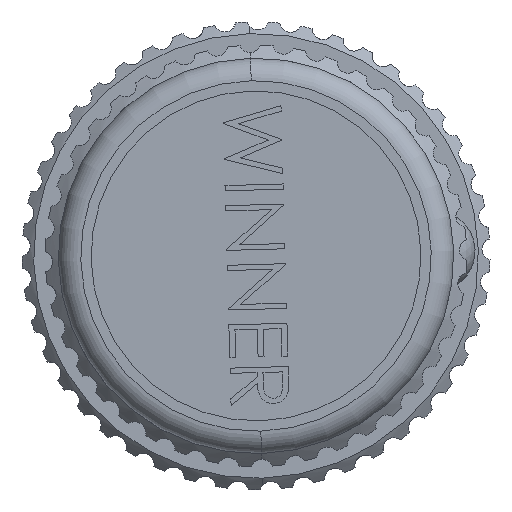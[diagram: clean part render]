
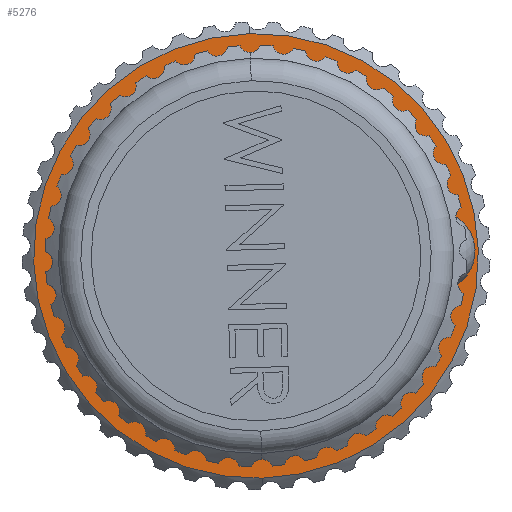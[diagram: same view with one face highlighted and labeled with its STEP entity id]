
A CAD part, left-side view. The second image highlights one B-rep face of the part: STEP entity #5276.
In plain terms, the highlighted planar face has unit normal (-1, 0, 0).
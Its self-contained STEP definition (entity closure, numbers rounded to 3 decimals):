
#776 = CARTESIAN_POINT ( 'NONE',  ( -7.9, 4.277, 0.318 ) ) ;
#880 = CIRCLE ( 'NONE', #3474, 4.7 ) ;
#989 = CARTESIAN_POINT ( 'NONE',  ( -7.9, -1.289, -4.032 ) ) ;
#1057 = CARTESIAN_POINT ( 'NONE',  ( -7.9, 0.251, 4.693 ) ) ;
#1081 = CARTESIAN_POINT ( 'NONE',  ( -7.9, 3.474, -2.337 ) ) ;
#1177 = CARTESIAN_POINT ( 'NONE',  ( -7.9, 1.355, 4.437 ) ) ;
#1315 = CARTESIAN_POINT ( 'NONE',  ( -7.9, -3.151, -3.023 ) ) ;
#1548 = ORIENTED_EDGE ( 'NONE', *, *, #19180, .F. ) ;
#2305 = DIRECTION ( 'NONE',  ( -1., 0., 0. ) ) ;
#2916 = DIRECTION ( 'NONE',  ( -1., 0., 0. ) ) ;
#3049 = AXIS2_PLACEMENT_3D ( 'NONE', #21182, #2916, #5227 ) ;
#3136 = EDGE_CURVE ( 'NONE', #27199, #15567, #6588, .T. ) ;
#3257 = FACE_OUTER_BOUND ( 'NONE', #16497, .T. ) ;
#3282 = CARTESIAN_POINT ( 'NONE',  ( -7.9, 4.124, 1.434 ) ) ;
#3304 = CARTESIAN_POINT ( 'NONE',  ( -7.9, -0.223, -4.195 ) ) ;
#3385 = CARTESIAN_POINT ( 'NONE',  ( -7.9, 2.351, 3.913 ) ) ;
#3411 = CARTESIAN_POINT ( 'NONE',  ( -7.9, -1.965, -3.778 ) ) ;
#3474 = AXIS2_PLACEMENT_3D ( 'NONE', #18276, #2305, #20284 ) ;
#3477 = CARTESIAN_POINT ( 'NONE',  ( -7.9, 4.266, 0.599 ) ) ;
#3605 = CARTESIAN_POINT ( 'NONE',  ( -7.9, 1.858, -3.738 ) ) ;
#3929 = CARTESIAN_POINT ( 'NONE',  ( -7.9, -3.716, -2.394 ) ) ;
#5106 = ORIENTED_EDGE ( 'NONE', *, *, #22452, .T. ) ;
#5227 = DIRECTION ( 'NONE',  ( 0., -0.028, -1. ) ) ;
#5276 = ADVANCED_FACE ( 'NONE', ( #3257, #16811 ), #24560, .T. ) ;
#5493 = CARTESIAN_POINT ( 'NONE',  ( -7.9, 3.835, -1.712 ) ) ;
#5674 = CARTESIAN_POINT ( 'NONE',  ( -7.9, 4.235, -0.327 ) ) ;
#5891 = CARTESIAN_POINT ( 'NONE',  ( -7.9, -1.965, -3.778 ) ) ;
#5978 = DIRECTION ( 'NONE',  ( -1., 0., 0. ) ) ;
#6277 = CARTESIAN_POINT ( 'NONE',  ( -7.9, -3.539, -2.619 ) ) ;
#6301 = CARTESIAN_POINT ( 'NONE',  ( -7.9, 4.258, 0.033 ) ) ;
#6459 = AXIS2_PLACEMENT_3D ( 'NONE', #26809, #17358, #24473 ) ;
#6588 = B_SPLINE_CURVE_WITH_KNOTS ( 'NONE', 3,
 ( #3411, #24066, #989, #14973, #3304, #19284, #21740, #7285, #3605, #19193, #26141, #23238, #1081, #5493, #19390, #12666, #5674, #23763 ),
 .UNSPECIFIED., .F., .F.,
 ( 4, 2, 2, 2, 2, 2, 2, 2, 4 ),
 ( 0., 0.001, 0.002, 0.003, 0.004, 0.005, 0.006, 0.008, 0.009 ),
 .UNSPECIFIED. ) ;
#7285 = CARTESIAN_POINT ( 'NONE',  ( -7.9, 1.53, -3.885 ) ) ;
#7552 = CIRCLE ( 'NONE', #3049, 15.3 ) ;
#7822 = B_SPLINE_CURVE_WITH_KNOTS ( 'NONE', 3,
 ( #10763, #8270, #19992, #15301, #28736, #10569, #12871, #26734, #14994, #28830, #17557, #3929, #6277, #1315, #8566, #12683, #28633, #5891 ),
 .UNSPECIFIED., .F., .F.,
 ( 4, 2, 2, 2, 2, 2, 2, 2, 4 ),
 ( 0., 0.001, 0.002, 0.003, 0.003, 0.004, 0.005, 0.006, 0.007 ),
 .UNSPECIFIED. ) ;
#7940 = VERTEX_POINT ( 'NONE', #22634 ) ;
#8270 = CARTESIAN_POINT ( 'NONE',  ( -7.9, -4.403, 1.62 ) ) ;
#8566 = CARTESIAN_POINT ( 'NONE',  ( -7.9, -2.938, -3.204 ) ) ;
#9168 = CARTESIAN_POINT ( 'NONE',  ( -7.9, 0.422, 15.294 ) ) ;
#10235 = CARTESIAN_POINT ( 'NONE',  ( -7.9, -4.305, 1.886 ) ) ;
#10569 = CARTESIAN_POINT ( 'NONE',  ( -7.9, -4.583, -0.05 ) ) ;
#10707 = VERTEX_POINT ( 'NONE', #10235 ) ;
#10763 = CARTESIAN_POINT ( 'NONE',  ( -7.9, -4.305, 1.886 ) ) ;
#12534 = CARTESIAN_POINT ( 'NONE',  ( -7.9, 4.19, 1.156 ) ) ;
#12637 = CARTESIAN_POINT ( 'NONE',  ( -7.9, 3.819, 2.222 ) ) ;
#12666 = CARTESIAN_POINT ( 'NONE',  ( -7.9, 4.177, -0.685 ) ) ;
#12683 = CARTESIAN_POINT ( 'NONE',  ( -7.9, -2.476, -3.526 ) ) ;
#12857 = EDGE_CURVE ( 'NONE', #10707, #27199, #7822, .T. ) ;
#12871 = CARTESIAN_POINT ( 'NONE',  ( -7.9, -4.552, -0.329 ) ) ;
#13977 = VERTEX_POINT ( 'NONE', #9168 ) ;
#14095 = AXIS2_PLACEMENT_3D ( 'NONE', #19799, #5978, #19595 ) ;
#14461 = CARTESIAN_POINT ( 'NONE',  ( -7.9, 4.258, 0.033 ) ) ;
#14552 = CARTESIAN_POINT ( 'NONE',  ( -7.9, 2.795, 3.561 ) ) ;
#14745 = CARTESIAN_POINT ( 'NONE',  ( -7.9, 0.534, 4.662 ) ) ;
#14973 = CARTESIAN_POINT ( 'NONE',  ( -7.9, -0.581, -4.169 ) ) ;
#14994 = CARTESIAN_POINT ( 'NONE',  ( -7.9, -4.359, -1.151 ) ) ;
#15301 = CARTESIAN_POINT ( 'NONE',  ( -7.9, -4.569, 0.797 ) ) ;
#15567 = VERTEX_POINT ( 'NONE', #6301 ) ;
#16497 = EDGE_LOOP ( 'NONE', ( #26248, #17625 ) ) ;
#16500 = B_SPLINE_CURVE_WITH_KNOTS ( 'NONE', 3,
 ( #14461, #776, #3477, #12534, #3282, #19260, #12637, #19463, #23736, #26115, #14552, #3385, #26011, #24041, #1177, #21712, #14745, #1057 ),
 .UNSPECIFIED., .F., .F.,
 ( 4, 2, 2, 2, 2, 2, 2, 2, 4 ),
 ( 0., 0.001, 0.002, 0.003, 0.003, 0.004, 0.005, 0.006, 0.007 ),
 .UNSPECIFIED. ) ;
#16811 = FACE_BOUND ( 'NONE', #23439, .T. ) ;
#16908 = CIRCLE ( 'NONE', #17377, 4.7 ) ;
#17358 = DIRECTION ( 'NONE',  ( -1., 0., 0. ) ) ;
#17377 = AXIS2_PLACEMENT_3D ( 'NONE', #25732, #27683, #18768 ) ;
#17557 = CARTESIAN_POINT ( 'NONE',  ( -7.9, -4.019, -1.921 ) ) ;
#17566 = VERTEX_POINT ( 'NONE', #22579 ) ;
#17625 = ORIENTED_EDGE ( 'NONE', *, *, #17933, .T. ) ;
#17933 = EDGE_CURVE ( 'NONE', #7940, #13977, #29323, .T. ) ;
#18276 = CARTESIAN_POINT ( 'NONE',  ( -7.9, 0., 0. ) ) ;
#18768 = DIRECTION ( 'NONE',  ( 0., 0., 1. ) ) ;
#19180 = EDGE_CURVE ( 'NONE', #26336, #17566, #16908, .T. ) ;
#19193 = CARTESIAN_POINT ( 'NONE',  ( -7.9, 2.474, -3.362 ) ) ;
#19260 = CARTESIAN_POINT ( 'NONE',  ( -7.9, 3.938, 1.968 ) ) ;
#19284 = CARTESIAN_POINT ( 'NONE',  ( -7.9, 0.489, -4.159 ) ) ;
#19390 = CARTESIAN_POINT ( 'NONE',  ( -7.9, 3.977, -1.377 ) ) ;
#19463 = CARTESIAN_POINT ( 'NONE',  ( -7.9, 3.534, 2.709 ) ) ;
#19595 = DIRECTION ( 'NONE',  ( 0., -0.028, -1. ) ) ;
#19799 = CARTESIAN_POINT ( 'NONE',  ( -7.9, 0., 0. ) ) ;
#19992 = CARTESIAN_POINT ( 'NONE',  ( -7.9, -4.475, 1.349 ) ) ;
#20037 = ORIENTED_EDGE ( 'NONE', *, *, #26708, .F. ) ;
#20284 = DIRECTION ( 'NONE',  ( 0., 0., 1. ) ) ;
#20836 = EDGE_CURVE ( 'NONE', #13977, #7940, #7552, .T. ) ;
#20941 = CARTESIAN_POINT ( 'NONE',  ( -7.9, 0., 4.7 ) ) ;
#21182 = CARTESIAN_POINT ( 'NONE',  ( -7.9, 0., 0. ) ) ;
#21712 = CARTESIAN_POINT ( 'NONE',  ( -7.9, 0.812, 4.604 ) ) ;
#21740 = CARTESIAN_POINT ( 'NONE',  ( -7.9, 0.849, -4.095 ) ) ;
#22452 = EDGE_CURVE ( 'NONE', #15567, #17566, #16500, .T. ) ;
#22579 = CARTESIAN_POINT ( 'NONE',  ( -7.9, 0.251, 4.693 ) ) ;
#22634 = CARTESIAN_POINT ( 'NONE',  ( -7.9, -0.422, -15.294 ) ) ;
#23238 = CARTESIAN_POINT ( 'NONE',  ( -7.9, 3.257, -2.623 ) ) ;
#23439 = EDGE_LOOP ( 'NONE', ( #20037, #27511, #25539, #5106, #1548 ) ) ;
#23736 = CARTESIAN_POINT ( 'NONE',  ( -7.9, 3.367, 2.942 ) ) ;
#23763 = CARTESIAN_POINT ( 'NONE',  ( -7.9, 4.258, 0.033 ) ) ;
#23790 = CARTESIAN_POINT ( 'NONE',  ( -7.9, -1.965, -3.778 ) ) ;
#24041 = CARTESIAN_POINT ( 'NONE',  ( -7.9, 1.616, 4.329 ) ) ;
#24066 = CARTESIAN_POINT ( 'NONE',  ( -7.9, -1.634, -3.921 ) ) ;
#24473 = DIRECTION ( 'NONE',  ( 0., 0., -1. ) ) ;
#24560 = PLANE ( 'NONE',  #6459 ) ;
#25539 = ORIENTED_EDGE ( 'NONE', *, *, #3136, .T. ) ;
#25732 = CARTESIAN_POINT ( 'NONE',  ( -7.9, 0., 0. ) ) ;
#26011 = CARTESIAN_POINT ( 'NONE',  ( -7.9, 2.113, 4.068 ) ) ;
#26115 = CARTESIAN_POINT ( 'NONE',  ( -7.9, 2.998, 3.367 ) ) ;
#26141 = CARTESIAN_POINT ( 'NONE',  ( -7.9, 2.759, -3.134 ) ) ;
#26248 = ORIENTED_EDGE ( 'NONE', *, *, #20836, .T. ) ;
#26336 = VERTEX_POINT ( 'NONE', #20941 ) ;
#26708 = EDGE_CURVE ( 'NONE', #10707, #26336, #880, .T. ) ;
#26734 = CARTESIAN_POINT ( 'NONE',  ( -7.9, -4.441, -0.878 ) ) ;
#26809 = CARTESIAN_POINT ( 'NONE',  ( -7.9, 0., -5.05 ) ) ;
#27199 = VERTEX_POINT ( 'NONE', #23790 ) ;
#27511 = ORIENTED_EDGE ( 'NONE', *, *, #12857, .T. ) ;
#27683 = DIRECTION ( 'NONE',  ( -1., 0., 0. ) ) ;
#28633 = CARTESIAN_POINT ( 'NONE',  ( -7.9, -2.226, -3.665 ) ) ;
#28736 = CARTESIAN_POINT ( 'NONE',  ( -7.9, -4.591, 0.514 ) ) ;
#28830 = CARTESIAN_POINT ( 'NONE',  ( -7.9, -4.147, -1.673 ) ) ;
#29323 = CIRCLE ( 'NONE', #14095, 15.3 ) ;
